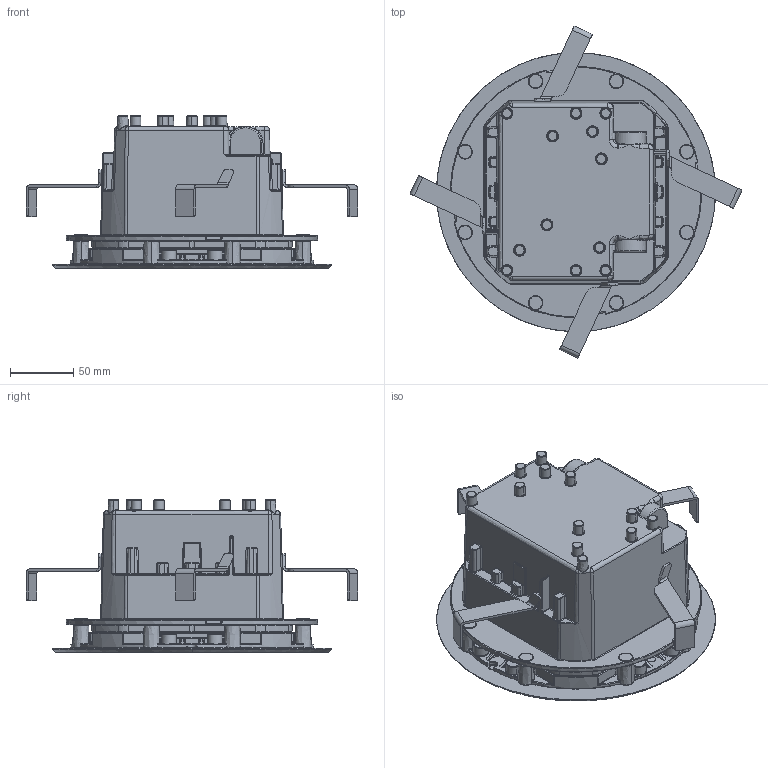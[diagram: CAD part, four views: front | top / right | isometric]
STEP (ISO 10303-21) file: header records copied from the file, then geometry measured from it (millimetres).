
FILE_DESCRIPTION(/* description */ (''),/* implementation_level */ '2;1');
FILE_NAME(/* name */ 'T408650_EGO 220 DL TONDO',/* time_stamp */ '2018-02-05T11:57:30+01:00',/* author */ (''),/* organization */ (''),/* preprocessor_version */ 'ST-DEVELOPER v15',/* originating_system */ '',/* authorisation */ '');
FILE_SCHEMA (('CONFIG_CONTROL_DESIGN'));
Products named in the file (1): Document
Bounding box: 261.82 x 261.82 x 120.3 mm (x, y, z)
Volume: 228380.1 mm3; surface area: 282872.8 mm2
Topology: 9 solids, 13 shells, 2302 faces, 5489 edges, 3110 vertices
Faces by surface type: bspline 1972, plane 330
Entity records: 107221 total; most frequent: CARTESIAN_POINT 78129, ORIENTED_EDGE 10748, EDGE_CURVE 5379, VERTEX_POINT 3109, EDGE_LOOP 2341, ADVANCED_FACE 2297, FACE_OUTER_BOUND 2297, B_SPLINE_CURVE_WITH_KNOTS 1758
